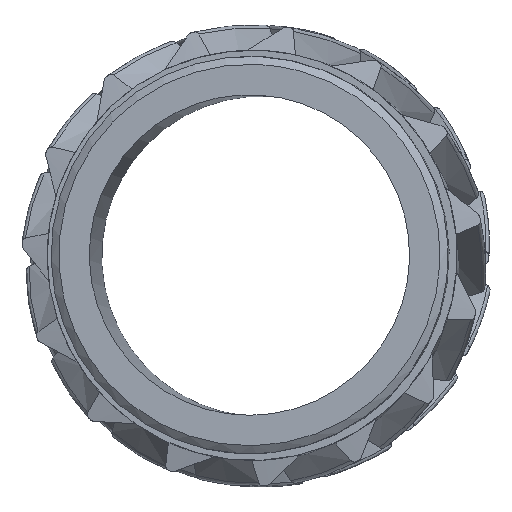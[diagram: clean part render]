
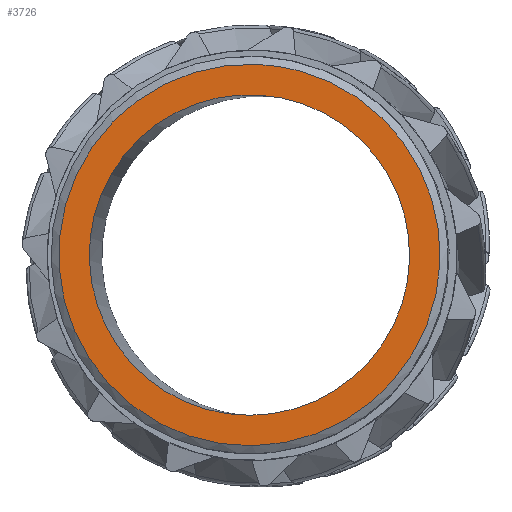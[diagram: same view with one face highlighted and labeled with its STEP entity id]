
A CAD part, top view. The second image highlights one B-rep face of the part: STEP entity #3726.
In plain terms, the highlighted planar face has unit normal (0, 0, 1).
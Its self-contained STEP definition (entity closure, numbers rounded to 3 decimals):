
#147=PLANE('',#4039);
#165=FACE_BOUND('',#609,.T.);
#378=FACE_OUTER_BOUND('',#608,.T.);
#608=EDGE_LOOP('',(#3304));
#609=EDGE_LOOP('',(#3305));
#1056=ELLIPSE('',#3982,1.488,1.487);
#1063=ELLIPSE('',#3989,1.25,1.249);
#1501=VERTEX_POINT('',#8381);
#1509=VERTEX_POINT('',#8512);
#2001=EDGE_CURVE('',#1501,#1501,#1056,.T.);
#2017=EDGE_CURVE('',#1509,#1509,#1063,.T.);
#3304=ORIENTED_EDGE('',*,*,#2001,.T.);
#3305=ORIENTED_EDGE('',*,*,#2017,.T.);
#3726=ADVANCED_FACE('',(#378,#165),#147,.T.);
#3982=AXIS2_PLACEMENT_3D('',#8382,#4555,#4556);
#3989=AXIS2_PLACEMENT_3D('',#8515,#4569,#4570);
#4039=AXIS2_PLACEMENT_3D('',#15273,#4669,#4670);
#4555=DIRECTION('center_axis',(0.,0.,
1.));
#4556=DIRECTION('ref_axis',(0.058,0.998,0.));
#4569=DIRECTION('center_axis',(0.,0.,
-1.));
#4570=DIRECTION('ref_axis',(0.058,0.998,0.));
#4669=DIRECTION('center_axis',(0.,0.,
1.));
#4670=DIRECTION('ref_axis',(0.,1.,0.));
#8381=CARTESIAN_POINT('',(-0.033,1.492,3.002));
#8382=CARTESIAN_POINT('Origin',(-0.096,0.006,
3.002));
#8512=CARTESIAN_POINT('',(-0.023,1.254,3.002));
#8515=CARTESIAN_POINT('Origin',(-0.096,0.006,
3.002));
#15273=CARTESIAN_POINT('Origin',(1.45,0.091,3.002));
